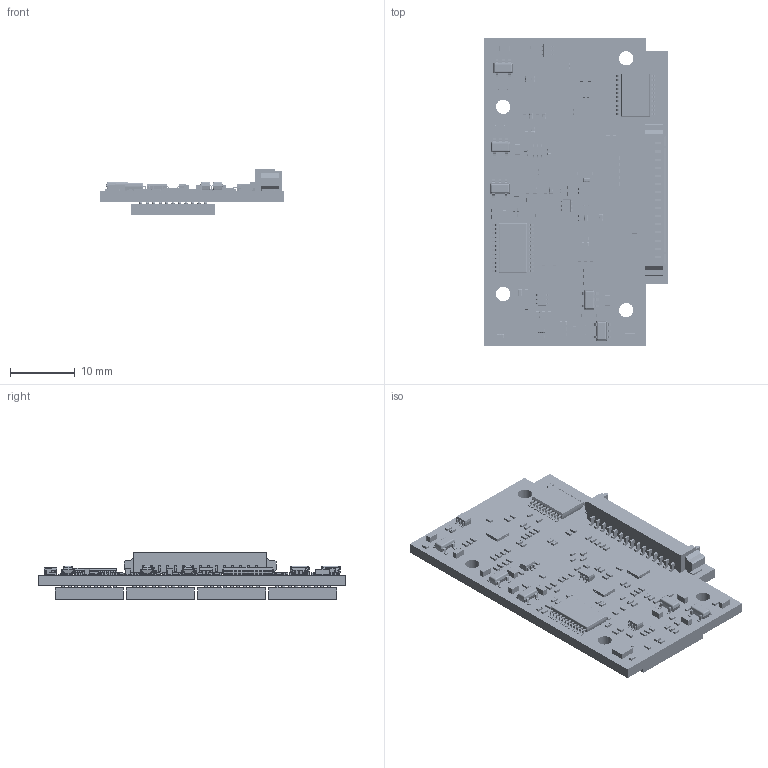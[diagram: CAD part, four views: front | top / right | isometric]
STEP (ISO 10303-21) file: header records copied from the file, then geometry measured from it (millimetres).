
FILE_DESCRIPTION(('Open CASCADE Model'),'2;1');
FILE_NAME('Open CASCADE Shape Model','2025-04-08T14:28:30',('Author'),( 'Open CASCADE'),'Open CASCADE STEP processor 7.5','Open CASCADE 7.5' ,'Unknown');
FILE_SCHEMA(('AUTOMOTIVE_DESIGN { 1 0 10303 214 1 1 1 1 }'));
Length unit declared in the file: millimetre
Products named in the file (149): PCB; Board; Open CASCADE STEP translator 7.5 3.1.1; R17; 6-1622826-4; U18; 6711846848; U17; TCA6416APWR; U16; AP7366-W5-7; U15; U14; U13; U12; R29; R28; R27; R26; R25; R24; R23; R22; R21; R20; R19; R18; R16; R15; R14; R13; R11; R9; R7; R6; R5; R4; R3; C81; capacitor-0402C ...
Assembly tree (364 placements, depth 5):
  PCB
    Board
      Open CASCADE STEP translator 7.5 3.1.1
    R17
      6-1622826-4
    U18
      6711846848
    U17
      TCA6416APWR
    U16
      AP7366-W5-7
    U15
      AP7366-W5-7
    U14
      AP7366-W5-7
    U13
      AP7366-W5-7
    U12
      AP7366-W5-7
    R29
      6-1622826-4
    R28
      6-1622826-4
    R27
      6-1622826-4
    R26
      6-1622826-4
    R25
      6-1622826-4
    R24
      6-1622826-4
    R23
      6-1622826-4
    R22
      6-1622826-4
    R21
      6-1622826-4
    R20
      6-1622826-4
    R19
      6-1622826-4
    R18
      6-1622826-4
    R16
      6-1622826-4
    R15
      6-1622826-4
    R14
      6-1622826-4
    R13
      6-1622826-4
    R11
      6-1622826-4
    R9
      6-1622826-4
    R7
      6-1622826-4
    R6
      6-1622826-4
    R5
Bounding box: 28.5 x 47.5 x 7.19 mm (x, y, z)
Volume: 3402.3 mm3; surface area: 6014.2 mm2
Topology: 739 solids, 743 shells, 10075 faces, 24294 edges, 14782 vertices
Faces by surface type: plane 4210, cylinder 3313, bspline 1500, revolution 568, sphere 484
Full cylindrical faces by diameter (mm): 0.103 x1, 0.124 x3, 0.225 x1, 1.625 x4, 2.2 x4
Entity records: 68734 total; most frequent: CARTESIAN_POINT 12056, DIRECTION 9698, ORIENTED_EDGE 9317, EDGE_CURVE 4659, LINE 3904, VECTOR 3904, VERTEX_POINT 3054, AXIS2_PLACEMENT_3D 2893
